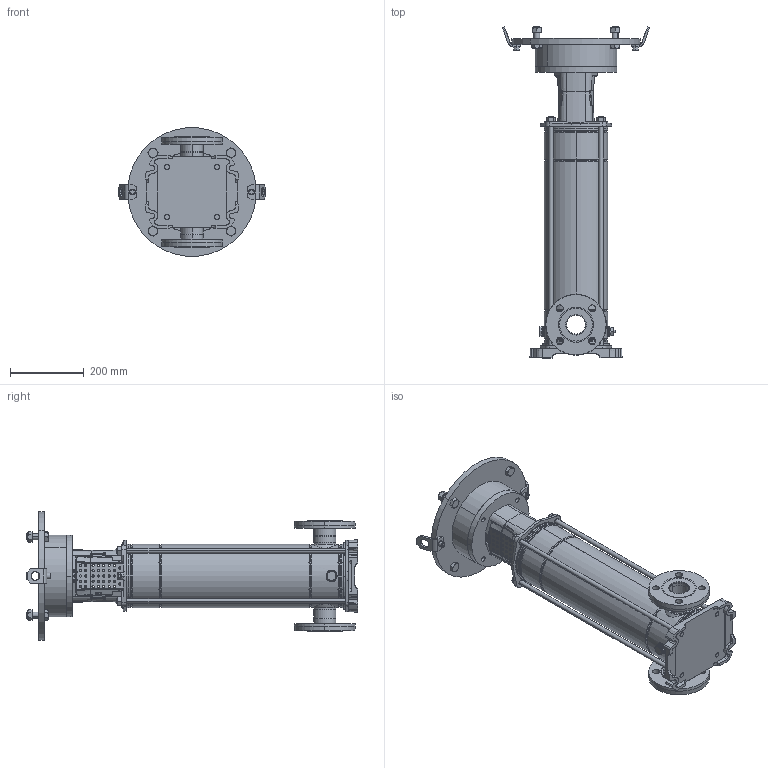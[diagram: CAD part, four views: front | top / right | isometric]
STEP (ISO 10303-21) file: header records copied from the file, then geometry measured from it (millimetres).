
FILE_DESCRIPTION (( 'STEP AP214' ), '1' );
FILE_NAME ('10007631swa00.step', '2019-10-30T11:01:29', ( 'Admin' ), ( 'HP Inc.' ), 'SwSTEP 2.0', 'SolidWorks 2019', '' );
FILE_SCHEMA (( 'AUTOMOTIVE_DESIGN' ));
Length unit declared in the file: millimetre
Products named in the file (18): 4.92.204swp01_VERSIONE MACCHINA UTENSILE; 4.92.222swp03_DN50 semplificato; 4.92.223swp01_M14 X 645; 3.92.248swp01_3_92_248_Sempl.; 10000007swn00_M16 õ; 10007548swa00; 10000033swn00_M10x14 A2; 4.92.212swp01; 3.92.270swp01_3.92.270 Semplificato; 4.92.027swp03_4_92_027_AISI304; 10007631swa00; 4.92.226swp02; 3.92.244swp01_Semplificato; 4.92.211swp01; 3.92.277swp01_2009 Sempl.; 10007431swp00_Falngia mot. 160; 10000006swn00_M14 A2-70; 10000023swn00_M16x50 6.8 ZINCATA
Assembly tree (34 placements, depth 3):
  10007631swa00
    10007548swa00
      3.92.244swp01_Semplificato
      3.92.277swp01_2009 Sempl.
      3.92.248swp01_3_92_248_Sempl.
      4.92.223swp01_M14 X 645  x4
      10007431swp00_Falngia mot. 160
      4.92.027swp03_4_92_027_AISI304
      10000006swn00_M14 A2-70  x4
      3.92.270swp01_3.92.270 Semplificato
      4.92.204swp01_VERSIONE MACCHINA UTENSILE  x2
      4.92.222swp03_DN50 semplificato  x2
      4.92.212swp01
      4.92.226swp02  x2
      4.92.211swp01  x2
      10000033swn00_M10x14 A2  x2
    10000023swn00_M16x50 6.8 ZINCATA  x4
    10000007swn00_M16 õ  x4
Bounding box: 399.62 x 901.1 x 348.67 mm (x, y, z)
Volume: 7444052.8 mm3; surface area: 1868698.9 mm2
Topology: 39 solids, 42 shells, 2316 faces, 5720 edges, 3595 vertices
Faces by surface type: plane 746, cylinder 655, cone 576, bspline 192, torus 147
Entity records: 59325 total; most frequent: CARTESIAN_POINT 16686, DIRECTION 8577, ORIENTED_EDGE 8396, EDGE_CURVE 4198, AXIS2_PLACEMENT_3D 3326, VERTEX_POINT 2652, EDGE_LOOP 1964, LINE 1925
